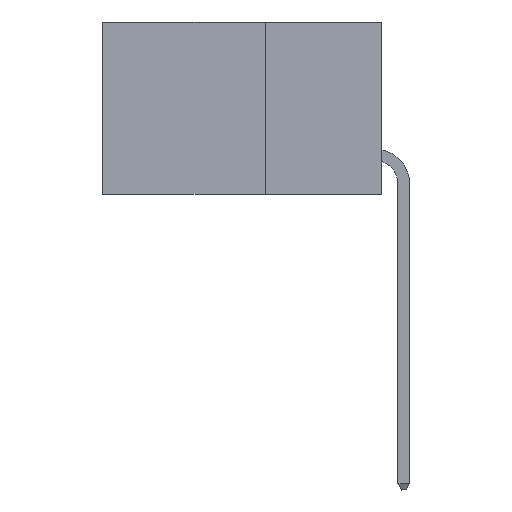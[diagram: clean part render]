
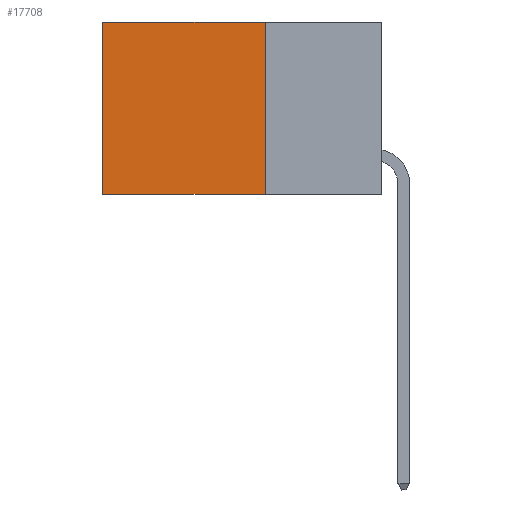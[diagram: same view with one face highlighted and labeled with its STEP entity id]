
A CAD part, left-side view. The second image highlights one B-rep face of the part: STEP entity #17708.
In plain terms, the highlighted planar face has unit normal (-1, 0, 0).
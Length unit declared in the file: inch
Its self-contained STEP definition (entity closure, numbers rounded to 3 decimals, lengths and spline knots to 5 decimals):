
#894 = DIRECTION ( 'NONE',  ( 0., 1., 0. ) ) ;
#1177 = LINE ( 'NONE', #12640, #27206 ) ;
#1648 = CARTESIAN_POINT ( 'NONE',  ( 0.2875, 0.25, 0. ) ) ;
#2208 = VERTEX_POINT ( 'NONE', #35182 ) ;
#3821 = CARTESIAN_POINT ( 'NONE',  ( 0.2875, 0.6, 0. ) ) ;
#4409 = CARTESIAN_POINT ( 'NONE',  ( 0.2875, 0.6, 0. ) ) ;
#5105 = CARTESIAN_POINT ( 'NONE',  ( 0.2875, 0.25, 0. ) ) ;
#5790 = DIRECTION ( 'NONE',  ( 0., 1., 0. ) ) ;
#6374 = ORIENTED_EDGE ( 'NONE', *, *, #15854, .T. ) ;
#9123 = EDGE_CURVE ( 'NONE', #30776, #36132, #35665, .T. ) ;
#11449 = CARTESIAN_POINT ( 'NONE',  ( 0.2875, 0.25, 0. ) ) ;
#12640 = CARTESIAN_POINT ( 'NONE',  ( 0.2875, 0.25, -0.37 ) ) ;
#12779 = ORIENTED_EDGE ( 'NONE', *, *, #23922, .F. ) ;
#14699 = VECTOR ( 'NONE', #20077, 39.37008 ) ;
#15854 = EDGE_CURVE ( 'NONE', #31975, #2208, #17536, .T. ) ;
#16344 = EDGE_LOOP ( 'NONE', ( #6374, #12779, #17942, #36537 ) ) ;
#17261 = VECTOR ( 'NONE', #5790, 39.37008 ) ;
#17536 = LINE ( 'NONE', #4409, #35302 ) ;
#17708 = ADVANCED_FACE ( 'NONE', ( #24739 ), #18978, .F. ) ;
#17942 = ORIENTED_EDGE ( 'NONE', *, *, #9123, .F. ) ;
#18978 = PLANE ( 'NONE',  #24537 ) ;
#20077 = DIRECTION ( 'NONE',  ( 0., 0., -1. ) ) ;
#22103 = DIRECTION ( 'NONE',  ( 1., 0., 0. ) ) ;
#23922 = EDGE_CURVE ( 'NONE', #36132, #2208, #1177, .T. ) ;
#24537 = AXIS2_PLACEMENT_3D ( 'NONE', #33356, #22103, #33598 ) ;
#24739 = FACE_OUTER_BOUND ( 'NONE', #16344, .T. ) ;
#24835 = DIRECTION ( 'NONE',  ( 0., 0., -1. ) ) ;
#24946 = CARTESIAN_POINT ( 'NONE',  ( 0.2875, 0.25, -0.37 ) ) ;
#27206 = VECTOR ( 'NONE', #894, 39.37008 ) ;
#29177 = EDGE_CURVE ( 'NONE', #30776, #31975, #36423, .T. ) ;
#30776 = VERTEX_POINT ( 'NONE', #1648 ) ;
#31975 = VERTEX_POINT ( 'NONE', #3821 ) ;
#33356 = CARTESIAN_POINT ( 'NONE',  ( 0.2875, 0.25, 0. ) ) ;
#33598 = DIRECTION ( 'NONE',  ( 0., 0., -1. ) ) ;
#35182 = CARTESIAN_POINT ( 'NONE',  ( 0.2875, 0.6, -0.37 ) ) ;
#35302 = VECTOR ( 'NONE', #24835, 39.37008 ) ;
#35665 = LINE ( 'NONE', #5105, #14699 ) ;
#36132 = VERTEX_POINT ( 'NONE', #24946 ) ;
#36423 = LINE ( 'NONE', #11449, #17261 ) ;
#36537 = ORIENTED_EDGE ( 'NONE', *, *, #29177, .T. ) ;
